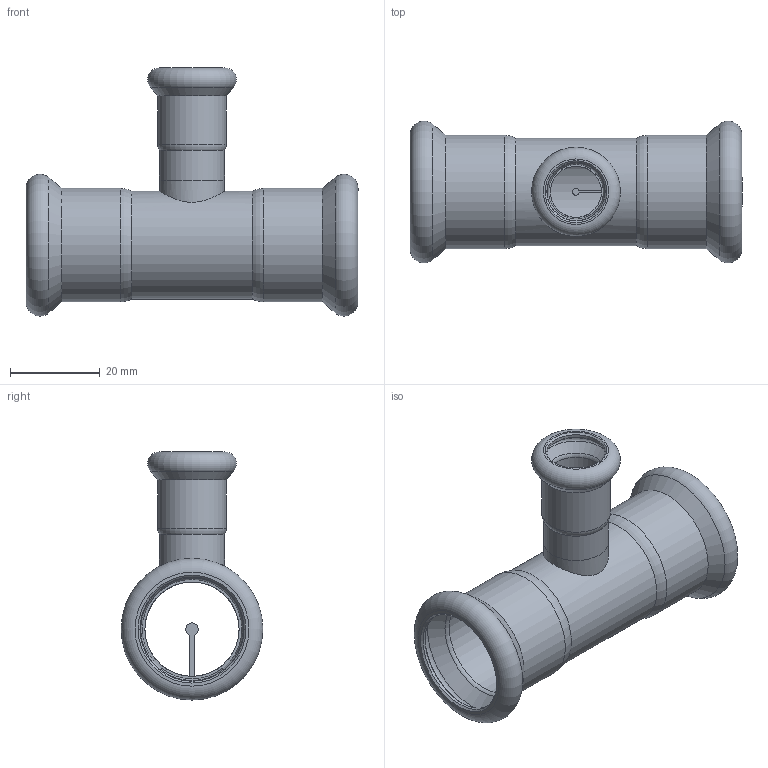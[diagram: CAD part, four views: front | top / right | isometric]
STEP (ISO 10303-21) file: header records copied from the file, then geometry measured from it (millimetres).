
FILE_DESCRIPTION(/* description */ (''),/* implementation_level */ '2;1');
FILE_NAME(/* name */ '33007.stp',/* time_stamp */ '2014-04-01T20:21:56+02:00',/* author */ ('bruh'),/* organization */ (''),/* preprocessor_version */ 'ST-DEVELOPER v15.2',/* originating_system */ 'Autodesk Inventor 2014',/* authorisation */ '');
FILE_SCHEMA (('AUTOMOTIVE_DESIGN { 1 0 10303 214 3 1 1 }'));
Length unit declared in the file: millimetre
Products named in the file (4): 401091; 900023; 490703; 33007
Bounding box: 74 x 31.59 x 55.3 mm (x, y, z)
Volume: 11698.1 mm3; surface area: 16265.4 mm2
Topology: 4 solids, 4 shells, 68 faces, 136 edges, 83 vertices
Faces by surface type: plane 24, cylinder 20, cone 12, torus 12
Full cylindrical faces by diameter (mm): 11.4 x1, 11.5 x1, 12.2 x1, 13 x1, 14.5 x2, 15.3 x1, 21 x3, 22.2 x2, 23.2 x2, 24 x1, 25.3 x2
Entity records: 1259 total; most frequent: CARTESIAN_POINT 240, DIRECTION 218, ORIENTED_EDGE 126, AXIS2_PLACEMENT_3D 101, EDGE_LOOP 90, EDGE_CURVE 63, VERTEX_POINT 55, ADVANCED_FACE 48
